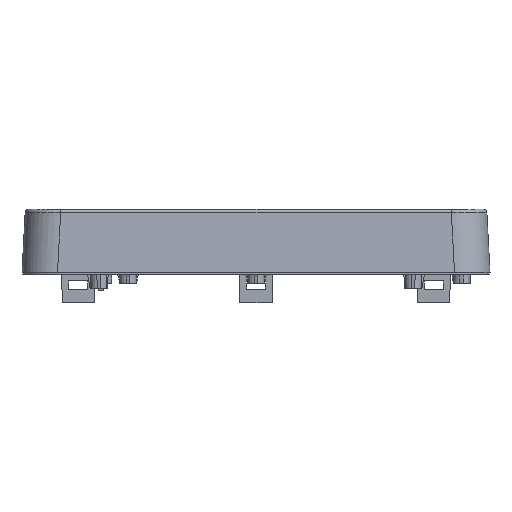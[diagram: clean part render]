
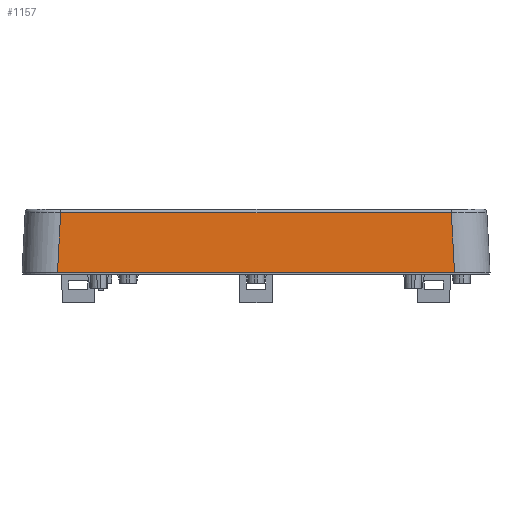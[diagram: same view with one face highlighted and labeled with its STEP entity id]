
A CAD part, front view. The second image highlights one B-rep face of the part: STEP entity #1157.
In plain terms, the highlighted planar face has unit normal (0, -0.999, 0.052).
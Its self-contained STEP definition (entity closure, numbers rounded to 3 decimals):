
#273 = VECTOR ( 'NONE', #19730, 1000. ) ;
#298 = LINE ( 'NONE', #7721, #12447 ) ;
#540 = DIRECTION ( 'NONE',  ( -1., 0., 0. ) ) ;
#929 = EDGE_CURVE ( 'NONE', #11262, #4086, #19762, .T. ) ;
#1157 = ADVANCED_FACE ( 'NONE', ( #19052 ), #3786, .T. ) ;
#1777 = EDGE_LOOP ( 'NONE', ( #9920, #11282, #8465, #4564 ) ) ;
#2009 = CARTESIAN_POINT ( 'NONE',  ( 55.711, -65.697, -12.888 ) ) ;
#3434 = VERTEX_POINT ( 'NONE', #5941 ) ;
#3488 = LINE ( 'NONE', #3848, #11346 ) ;
#3786 = PLANE ( 'NONE',  #19572 ) ;
#3848 = CARTESIAN_POINT ( 'NONE',  ( -54.905, -64.941, 1.552 ) ) ;
#4086 = VERTEX_POINT ( 'NONE', #16069 ) ;
#4179 = EDGE_CURVE ( 'NONE', #18767, #3434, #3488, .T. ) ;
#4525 = DIRECTION ( 'NONE',  ( -0.052, -0.052, -0.997 ) ) ;
#4564 = ORIENTED_EDGE ( 'NONE', *, *, #929, .F. ) ;
#5941 = CARTESIAN_POINT ( 'NONE',  ( -54.954, -64.941, 1.552 ) ) ;
#7394 = EDGE_CURVE ( 'NONE', #11262, #18767, #8840, .T. ) ;
#7721 = CARTESIAN_POINT ( 'NONE',  ( -55.711, -65.697, -12.888 ) ) ;
#8465 = ORIENTED_EDGE ( 'NONE', *, *, #16898, .T. ) ;
#8840 = LINE ( 'NONE', #2009, #273 ) ;
#9920 = ORIENTED_EDGE ( 'NONE', *, *, #7394, .T. ) ;
#11262 = VERTEX_POINT ( 'NONE', #14539 ) ;
#11282 = ORIENTED_EDGE ( 'NONE', *, *, #4179, .T. ) ;
#11346 = VECTOR ( 'NONE', #540, 1000. ) ;
#12447 = VECTOR ( 'NONE', #4525, 1000. ) ;
#14539 = CARTESIAN_POINT ( 'NONE',  ( 55.838, -65.824, -15.3 ) ) ;
#14545 = CARTESIAN_POINT ( 'NONE',  ( 54.954, -64.941, 1.552 ) ) ;
#15277 = VECTOR ( 'NONE', #18529, 1000. ) ;
#16069 = CARTESIAN_POINT ( 'NONE',  ( -55.838, -65.824, -15.3 ) ) ;
#16073 = DIRECTION ( 'NONE',  ( 0., -0.999, 0.052 ) ) ;
#16688 = CARTESIAN_POINT ( 'NONE',  ( 55.864, -65.824, -15.3 ) ) ;
#16898 = EDGE_CURVE ( 'NONE', #3434, #4086, #298, .T. ) ;
#17746 = CARTESIAN_POINT ( 'NONE',  ( 0., -65.85, -15.8 ) ) ;
#18529 = DIRECTION ( 'NONE',  ( -1., 0., 0. ) ) ;
#18767 = VERTEX_POINT ( 'NONE', #14545 ) ;
#19052 = FACE_OUTER_BOUND ( 'NONE', #1777, .T. ) ;
#19054 = DIRECTION ( 'NONE',  ( 0., -0.052, -0.999 ) ) ;
#19572 = AXIS2_PLACEMENT_3D ( 'NONE', #17746, #16073, #19054 ) ;
#19730 = DIRECTION ( 'NONE',  ( -0.052, 0.052, 0.997 ) ) ;
#19762 = LINE ( 'NONE', #16688, #15277 ) ;
